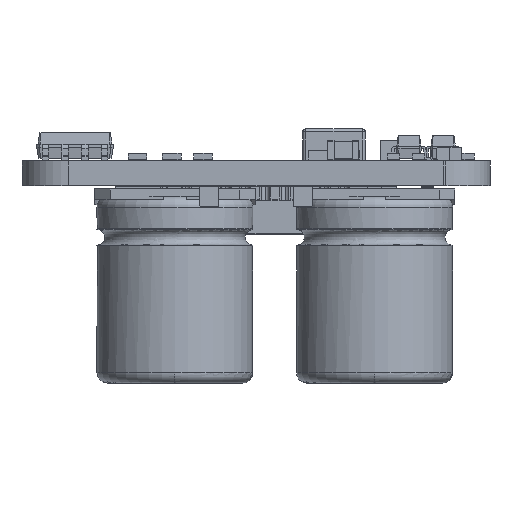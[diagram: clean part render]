
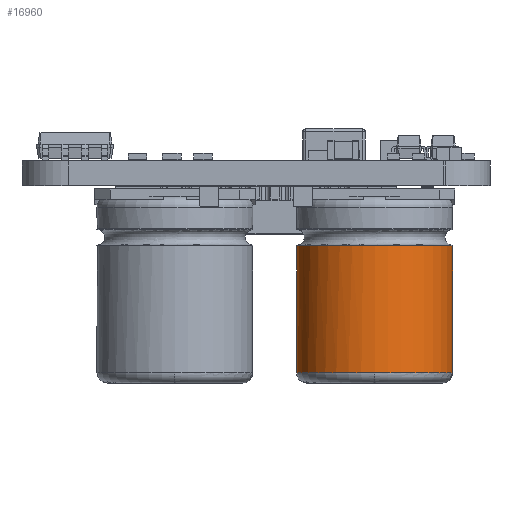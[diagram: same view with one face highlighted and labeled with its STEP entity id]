
A CAD part, front view. The second image highlights one B-rep face of the part: STEP entity #16960.
In plain terms, the highlighted cylindrical face has radius 5 mm (diameter 10 mm), a full revolution.
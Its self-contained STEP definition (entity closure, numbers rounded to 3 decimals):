
#16626 = VERTEX_POINT('',#16627);
#16627 = CARTESIAN_POINT('',(-5.,0.,3.798));
#16633 = EDGE_CURVE('',#16626,#16626,#16634,.T.);
#16634 = ( BOUNDED_CURVE() B_SPLINE_CURVE(13,(#16635,#16636,#16637,
    #16638,#16639,#16640,#16641,#16642,#16643,#16644,#16645,#16646,
#16647,#16648),.UNSPECIFIED.,.T.,.F.) B_SPLINE_CURVE_WITH_KNOTS((1,13,13
    ,1),(-31.416,0.,31.416,
62.832),.UNSPECIFIED.) CURVE() GEOMETRIC_REPRESENTATION_ITEM() 
RATIONAL_B_SPLINE_CURVE((1.,1.,1.,1.,
    1.,1.,1.,1.,
    1.,1.,1.,1.,1.,1.)) 
REPRESENTATION_ITEM('') );
#16635 = CARTESIAN_POINT('',(-5.,0.,3.798));
#16636 = CARTESIAN_POINT('',(-5.,2.382,
    3.798));
#16637 = CARTESIAN_POINT('',(-3.769,4.818,
    3.798));
#16638 = CARTESIAN_POINT('',(-1.236,6.56,
    3.798));
#16639 = CARTESIAN_POINT('',(2.25,6.828,
    3.798));
#16640 = CARTESIAN_POINT('',(5.261,4.971,
    3.798));
#16641 = CARTESIAN_POINT('',(7.47,2.26,
    3.798));
#16642 = CARTESIAN_POINT('',(7.47,-2.26,
    3.798));
#16643 = CARTESIAN_POINT('',(5.261,-4.971,
    3.798));
#16644 = CARTESIAN_POINT('',(2.25,-6.828,
    3.798));
#16645 = CARTESIAN_POINT('',(-1.236,-6.56,
    3.798));
#16646 = CARTESIAN_POINT('',(-3.769,-4.818,
    3.798));
#16647 = CARTESIAN_POINT('',(-5.,-2.382,
    3.798));
#16648 = CARTESIAN_POINT('',(-5.,0.,3.798));
#16960 = ADVANCED_FACE('',(#16961),#17007,.T.);
#16961 = FACE_BOUND('',#16962,.T.);
#16962 = EDGE_LOOP('',(#16963,#16964,#16972,#16981,#16990,#16999,#17006)
  );
#16963 = ORIENTED_EDGE('',*,*,#16633,.F.);
#16964 = ORIENTED_EDGE('',*,*,#16965,.T.);
#16965 = EDGE_CURVE('',#16626,#16966,#16968,.T.);
#16966 = VERTEX_POINT('',#16967);
#16967 = CARTESIAN_POINT('',(-5.,0.,11.933));
#16968 = LINE('',#16969,#16970);
#16969 = CARTESIAN_POINT('',(-5.,0.,3.75));
#16970 = VECTOR('',#16971,1.);
#16971 = DIRECTION('',(0.,0.,1.));
#16972 = ORIENTED_EDGE('',*,*,#16973,.T.);
#16973 = EDGE_CURVE('',#16966,#16974,#16976,.T.);
#16974 = VERTEX_POINT('',#16975);
#16975 = CARTESIAN_POINT('',(1.5,4.77,11.933));
#16976 = CIRCLE('',#16977,5.);
#16977 = AXIS2_PLACEMENT_3D('',#16978,#16979,#16980);
#16978 = CARTESIAN_POINT('',(0.,0.,11.933));
#16979 = DIRECTION('',(0.,0.,-1.));
#16980 = DIRECTION('',(-1.,0.,0.));
#16981 = ORIENTED_EDGE('',*,*,#16982,.T.);
#16982 = EDGE_CURVE('',#16974,#16983,#16985,.T.);
#16983 = VERTEX_POINT('',#16984);
#16984 = CARTESIAN_POINT('',(5.,0.,11.933));
#16985 = CIRCLE('',#16986,5.);
#16986 = AXIS2_PLACEMENT_3D('',#16987,#16988,#16989);
#16987 = CARTESIAN_POINT('',(0.,0.,11.933));
#16988 = DIRECTION('',(0.,0.,-1.));
#16989 = DIRECTION('',(-1.,0.,0.));
#16990 = ORIENTED_EDGE('',*,*,#16991,.T.);
#16991 = EDGE_CURVE('',#16983,#16992,#16994,.T.);
#16992 = VERTEX_POINT('',#16993);
#16993 = CARTESIAN_POINT('',(1.5,-4.77,11.933));
#16994 = CIRCLE('',#16995,5.);
#16995 = AXIS2_PLACEMENT_3D('',#16996,#16997,#16998);
#16996 = CARTESIAN_POINT('',(0.,0.,11.933));
#16997 = DIRECTION('',(0.,0.,-1.));
#16998 = DIRECTION('',(-1.,0.,0.));
#16999 = ORIENTED_EDGE('',*,*,#17000,.T.);
#17000 = EDGE_CURVE('',#16992,#16966,#17001,.T.);
#17001 = CIRCLE('',#17002,5.);
#17002 = AXIS2_PLACEMENT_3D('',#17003,#17004,#17005);
#17003 = CARTESIAN_POINT('',(0.,0.,11.933));
#17004 = DIRECTION('',(0.,0.,-1.));
#17005 = DIRECTION('',(-1.,0.,0.));
#17006 = ORIENTED_EDGE('',*,*,#16965,.F.);
#17007 = CYLINDRICAL_SURFACE('',#17008,5.);
#17008 = AXIS2_PLACEMENT_3D('',#17009,#17010,#17011);
#17009 = CARTESIAN_POINT('',(0.,0.,3.75));
#17010 = DIRECTION('',(0.,0.,1.));
#17011 = DIRECTION('',(-1.,0.,0.));
